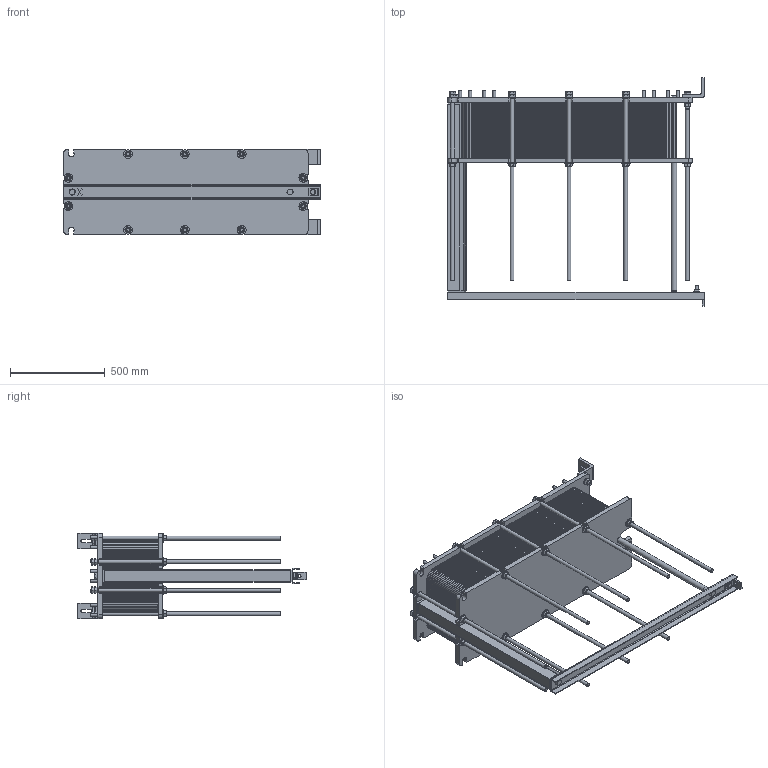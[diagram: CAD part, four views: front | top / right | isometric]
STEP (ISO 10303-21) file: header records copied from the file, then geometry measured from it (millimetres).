
FILE_DESCRIPTION(/* description */ (''),/* implementation_level */ '2;1');
FILE_NAME(/* name */ 'Wisselaar.stp',/* time_stamp */ '2019-05-29T16:09:08+02:00',/* author */ ('RickdeCrom'),/* organization */ (''),/* preprocessor_version */ 'ST-DEVELOPER v16.13',/* originating_system */ 'Autodesk Inventor 2018',/* authorisation */ '');
FILE_SCHEMA (('AUTOMOTIVE_DESIGN { 1 0 10303 214 3 1 1 }'));
Length unit declared in the file: millimetre
Products named in the file (32): Wisselaar; Backplate_; Frontplate; boven_bar; boven_bar_1; Afdekplaat; Onder_bar; Onder_bar_1; Moer_onderbar; trekstang; Platenpakket; Plaat; Eindplaat; Ring_Trekstang; DIN 934 - M20 x 2; Draadeind; DIN 125 - A 21; DIN 125 - A 17; DIN 933 - M20  x 50; DIN 933 - M16  x 50; aansluiting; Achterkant; Poot_voor; Beugel_achter; DIN 433 - 21; DIN 433 - 17; DIN 433 - 19; DIN 933 - M20  x 75; DIN 933 - M16  x 50_1; DIN 933 - M20  x 50_1; DIN 934 - M20 x 2_1; DIN 934 - M16
Assembly tree (151 placements, depth 3):
  Wisselaar
    Backplate_
    Frontplate
    boven_bar
      boven_bar_1
      Afdekplaat  x2
    Onder_bar
      Onder_bar_1
      Moer_onderbar  x2
    trekstang  x10
    Ring_Trekstang  x20
    DIN 934 - M20 x 2_1  x3
    DIN 934 - M20 x 2  x29
    Platenpakket  x6
      Plaat
    Eindplaat
    Draadeind  x32
    DIN 125 - A 21
    DIN 125 - A 17
    DIN 933 - M20  x 50
    DIN 933 - M16  x 50
    aansluiting  x4
    Achterkant
    Poot_voor  x2
    Beugel_achter
    DIN 433 - 19  x8
    DIN 433 - 21  x3
    DIN 433 - 17
    DIN 933 - M20  x 75  x2
    DIN 933 - M16  x 50_1
    DIN 933 - M20  x 50_1  x2
    DIN 934 - M16
Bounding box: 1355 x 1204 x 450 mm (x, y, z)
Volume: 150940561.5 mm3; surface area: 55108272.6 mm2
Topology: 193 solids, 193 shells, 3041 faces, 7744 edges, 5161 vertices
Faces by surface type: plane 1654, cylinder 1111, cone 276
Full cylindrical faces by diameter (mm): 13.835 x3, 14.917 x2, 15.5 x32, 16 x68, 17 x3, 17.294 x2, 17.835 x32, 18 x3, 18.647 x5, 19 x8, 20 x20, 21 x4, 22 x22, 26 x1, 27.7 x5, 28 x1, 30 x32, 34 x3, 37 x1, 46 x20, 90 x4, 96 x4, 100 x244, 140 x4, 152 x4
Entity records: 20232 total; most frequent: DIRECTION 3528, CARTESIAN_POINT 3431, ORIENTED_EDGE 2836, EDGE_CURVE 1418, AXIS2_PLACEMENT_3D 1389, VERTEX_POINT 1004, EDGE_LOOP 864, LINE 750
